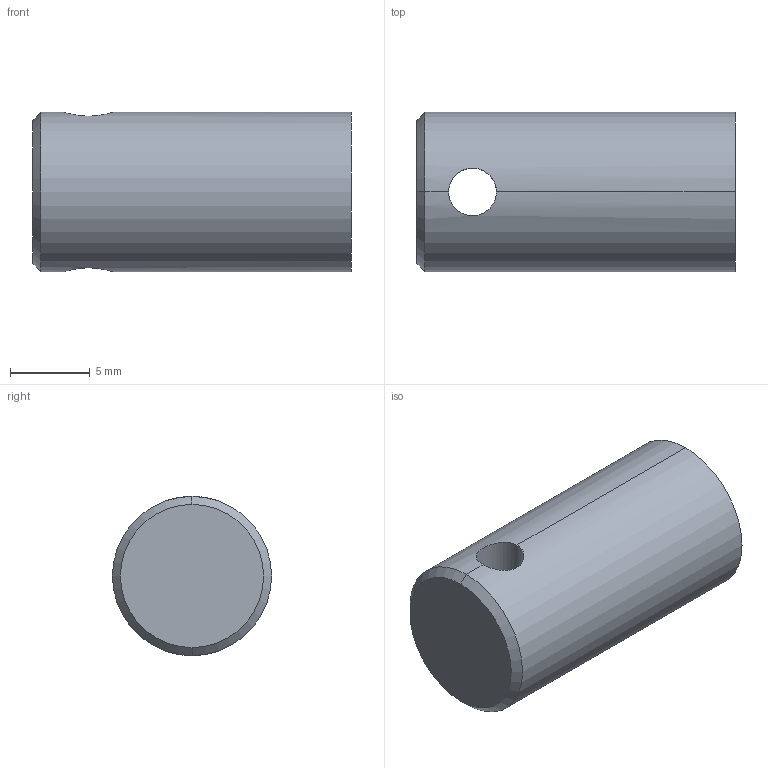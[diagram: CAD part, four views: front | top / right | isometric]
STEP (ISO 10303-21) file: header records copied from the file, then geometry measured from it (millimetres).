
FILE_DESCRIPTION (( 'STEP AP203' ), '1' );
FILE_NAME ('Sortie reduc_Défaut_sldprt.STEP', '2017-12-12T20:32:56', ( '' ), ( '' ), 'SwSTEP 2.0', 'SolidWorks 2016', '' );
FILE_SCHEMA (( 'CONFIG_CONTROL_DESIGN' ));
Length unit declared in the file: millimetre
Products named in the file (1): Sortie reduc_Défaut_sldprt
Bounding box: 20 x 10 x 10 mm (x, y, z)
Volume: 1497.1 mm3; surface area: 853.7 mm2
Topology: 1 solids, 1 shells, 8 faces, 18 edges, 10 vertices
Faces by surface type: cylinder 4, cone 2, plane 2
Entity records: 401 total; most frequent: CARTESIAN_POINT 145, DIRECTION 38, ORIENTED_EDGE 36, EDGE_CURVE 18, AXIS2_PLACEMENT_3D 15, VERTEX_POINT 10, ADVANCED_FACE 8, VECTOR 8
